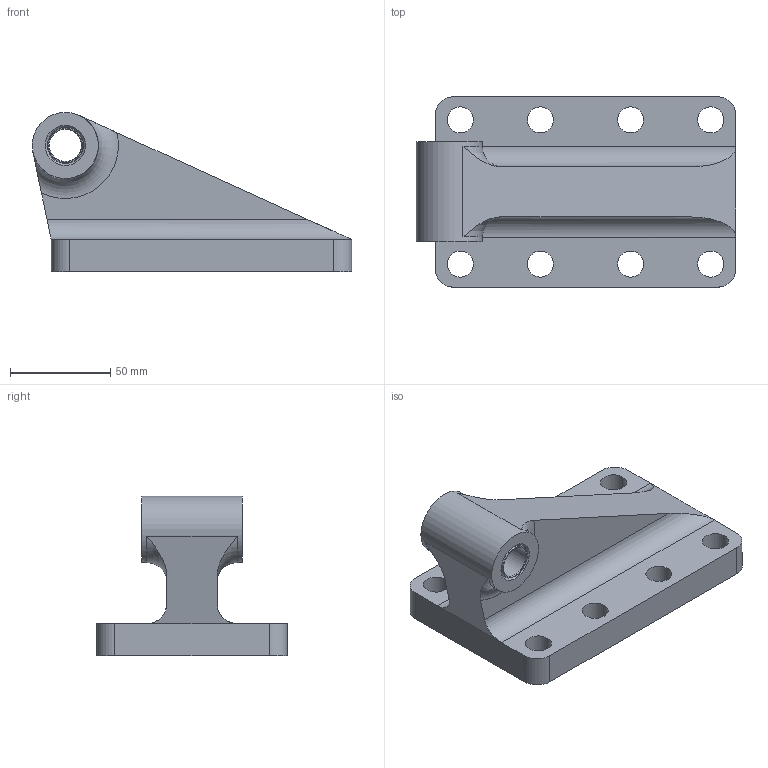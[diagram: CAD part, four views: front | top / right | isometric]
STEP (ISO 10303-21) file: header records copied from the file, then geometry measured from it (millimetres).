
FILE_DESCRIPTION((''),'2;1');
FILE_NAME('0132039.stp','2012-11-20T11:22:50',('oz38835'),(''),'Autodesk Inventor 2011','Autodesk Inventor 2011','');
FILE_SCHEMA(('AUTOMOTIVE_DESIGN { 1 0 10303 214 1 1 1 1 }'));
Length unit declared in the file: millimetre
Products named in the file (1): 0132039
Bounding box: 159.5 x 95 x 79.5 mm (x, y, z)
Volume: 365081.4 mm3; surface area: 55536 mm2
Topology: 1 solids, 1 shells, 49 faces, 120 edges, 78 vertices
Faces by surface type: cylinder 20, plane 17, cone 10, torus 2
Full cylindrical faces by diameter (mm): 13 x8, 16 x2, 18 x3, 33 x1
Entity records: 1421 total; most frequent: CARTESIAN_POINT 244, DIRECTION 238, ORIENTED_EDGE 176, AXIS2_PLACEMENT_3D 104, EDGE_LOOP 96, EDGE_CURVE 88, VERTEX_POINT 70, CIRCLE 50
